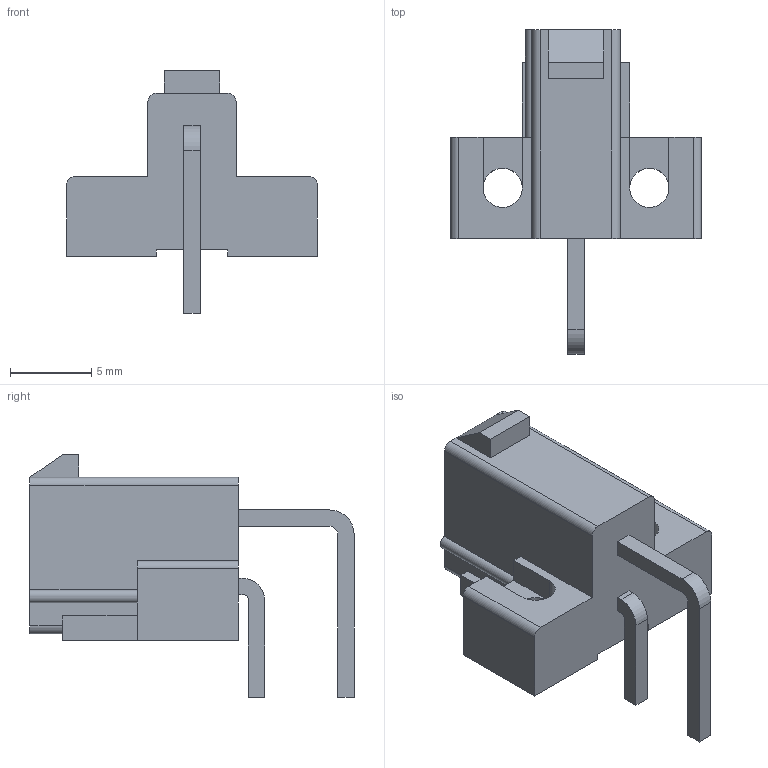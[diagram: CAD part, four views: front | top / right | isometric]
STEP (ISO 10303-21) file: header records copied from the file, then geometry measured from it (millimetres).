
FILE_DESCRIPTION(/* description */ (''),/* implementation_level */ '2;1');
FILE_NAME(/* name */ 'MOLEX_39-29-1028.stp',/* time_stamp */ '2016-04-13T11:21:17+02:00',/* author */ ('riccim'),/* organization */ ('SolidWorks'),/* preprocessor_version */ 'ST-DEVELOPER v15.5',/* originating_system */ 'AutoCAD Mechanical',/* authorisation */ ' ');
FILE_SCHEMA (('AUTOMOTIVE_DESIGN { 1 0 10303 214 3 1 1 }'));
Length unit declared in the file: millimetre
Products named in the file (1): Product
Bounding box: 15.4 x 19.9 x 14.9 mm (x, y, z)
Volume: 684.4 mm3; surface area: 1197.7 mm2
Topology: 5 solids, 5 shells, 91 faces, 241 edges, 158 vertices
Faces by surface type: plane 78, cylinder 13
Full cylindrical faces by diameter (mm): 2.4 x2
Entity records: 2807 total; most frequent: CARTESIAN_POINT 489, ORIENTED_EDGE 478, DIRECTION 453, EDGE_CURVE 239, LINE 209, VECTOR 209, VERTEX_POINT 158, AXIS2_PLACEMENT_3D 122
